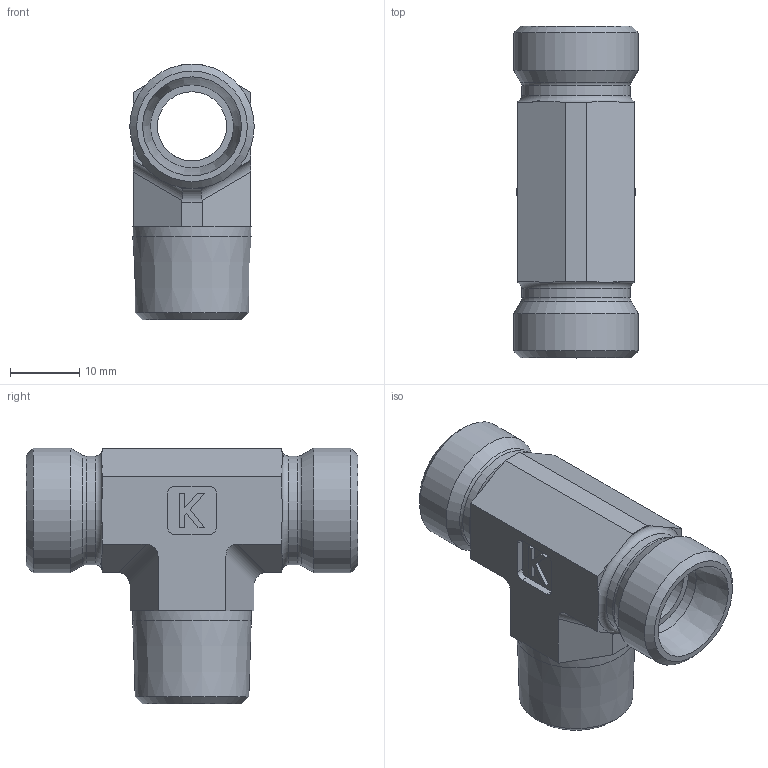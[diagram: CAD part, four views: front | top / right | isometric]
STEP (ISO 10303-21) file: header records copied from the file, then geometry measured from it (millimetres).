
FILE_DESCRIPTION((''),'2;1');
FILE_NAME('28002123818.stp','2014-08-22T14:43:14',(''),('KNOMI spol. s r. o.'),'Autodesk Inventor 2012','Autodesk Inventor 2012','');
FILE_SCHEMA(('AUTOMOTIVE_DESIGN { 1 2 10303 214 0 1 1 1 }'));
Length unit declared in the file: millimetre
Products named in the file (1): THCR2 12LRkuž R3/8/M18
Bounding box: 18 x 48 x 37 mm (x, y, z)
Volume: 10232.6 mm3; surface area: 6292.6 mm2
Topology: 1 solids, 1 shells, 96 faces, 251 edges, 161 vertices
Faces by surface type: plane 64, cylinder 19, cone 9, torus 4
Full cylindrical faces by diameter (mm): 9 x1, 10 x1, 12 x2, 15.7 x2, 17.131 x1, 18 x2
Entity records: 2884 total; most frequent: CARTESIAN_POINT 614, DIRECTION 472, ORIENTED_EDGE 436, EDGE_CURVE 218, AXIS2_PLACEMENT_3D 170, VERTEX_POINT 150, VECTOR 132, LINE 132
